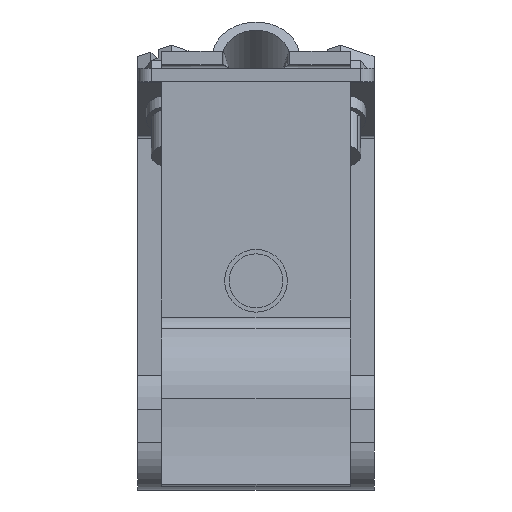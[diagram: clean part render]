
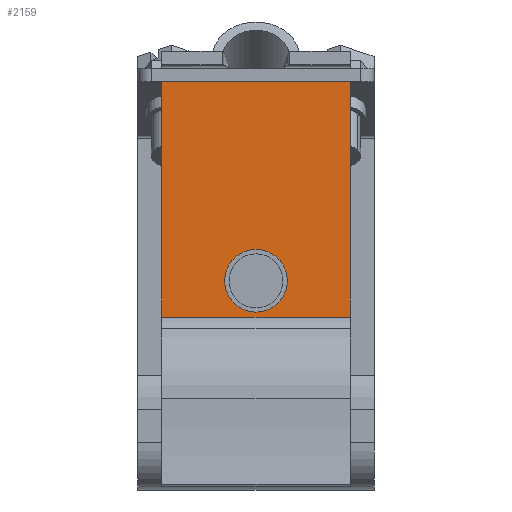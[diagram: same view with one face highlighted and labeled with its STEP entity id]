
A CAD part, left-side view. The second image highlights one B-rep face of the part: STEP entity #2159.
In plain terms, the highlighted planar face has unit normal (-1, 0, 0).
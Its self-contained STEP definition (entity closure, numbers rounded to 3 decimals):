
#243 = VECTOR ( 'NONE', #4792, 1000. ) ;
#263 = EDGE_CURVE ( 'NONE', #2525, #5648, #3606, .T. ) ;
#276 = VECTOR ( 'NONE', #5471, 1000. ) ;
#391 = DIRECTION ( 'NONE',  ( 0., 1., 0. ) ) ;
#519 = AXIS2_PLACEMENT_3D ( 'NONE', #1479, #1562, #7210 ) ;
#615 = ORIENTED_EDGE ( 'NONE', *, *, #4917, .T. ) ;
#919 = LINE ( 'NONE', #4151, #243 ) ;
#1096 = VERTEX_POINT ( 'NONE', #7479 ) ;
#1097 = ORIENTED_EDGE ( 'NONE', *, *, #3073, .F. ) ;
#1099 = DIRECTION ( 'NONE',  ( 0., 0., -1. ) ) ;
#1139 = CARTESIAN_POINT ( 'NONE',  ( 4.402, 17.5, -31.492 ) ) ;
#1181 = DIRECTION ( 'NONE',  ( 0., -1., 0. ) ) ;
#1457 = EDGE_CURVE ( 'NONE', #6306, #1096, #2902, .T. ) ;
#1479 = CARTESIAN_POINT ( 'NONE',  ( 4.402, 11.3, -70.912 ) ) ;
#1562 = DIRECTION ( 'NONE',  ( 1., 0., 0. ) ) ;
#1608 = LINE ( 'NONE', #6737, #276 ) ;
#1814 = EDGE_CURVE ( 'NONE', #1096, #6306, #7696, .T. ) ;
#1944 = CIRCLE ( 'NONE', #3418, 5. ) ;
#1969 = CARTESIAN_POINT ( 'NONE',  ( 4.402, 17.5, 3.008 ) ) ;
#2008 = DIRECTION ( 'NONE',  ( 0., -1., 0. ) ) ;
#2159 = ADVANCED_FACE ( 'NONE', ( #4738, #5879 ), #7872, .F. ) ;
#2256 = DIRECTION ( 'NONE',  ( 0., 0., -1. ) ) ;
#2430 = DIRECTION ( 'NONE',  ( -1., 0., 0. ) ) ;
#2525 = VERTEX_POINT ( 'NONE', #4602 ) ;
#2649 = ORIENTED_EDGE ( 'NONE', *, *, #8159, .T. ) ;
#2725 = CARTESIAN_POINT ( 'NONE',  ( 4.402, 31.5, -36.868 ) ) ;
#2896 = LINE ( 'NONE', #5410, #6986 ) ;
#2902 = CIRCLE ( 'NONE', #3171, 4.65 ) ;
#2921 = CARTESIAN_POINT ( 'NONE',  ( 4.402, 31.5, 0.008 ) ) ;
#2997 = VERTEX_POINT ( 'NONE', #5937 ) ;
#3025 = CARTESIAN_POINT ( 'NONE',  ( 4.402, 31.5, -1.049 ) ) ;
#3073 = EDGE_CURVE ( 'NONE', #2997, #4221, #2896, .T. ) ;
#3171 = AXIS2_PLACEMENT_3D ( 'NONE', #3744, #5095, #7543 ) ;
#3258 = VERTEX_POINT ( 'NONE', #2725 ) ;
#3418 = AXIS2_PLACEMENT_3D ( 'NONE', #1969, #6511, #2008 ) ;
#3606 = LINE ( 'NONE', #4290, #4325 ) ;
#3744 = CARTESIAN_POINT ( 'NONE',  ( 4.402, 17.5, -31.492 ) ) ;
#4151 = CARTESIAN_POINT ( 'NONE',  ( 4.402, 20.5, 0.008 ) ) ;
#4221 = VERTEX_POINT ( 'NONE', #5189 ) ;
#4234 = EDGE_CURVE ( 'NONE', #3258, #4221, #1608, .T. ) ;
#4288 = LINE ( 'NONE', #3025, #8205 ) ;
#4290 = CARTESIAN_POINT ( 'NONE',  ( 4.402, 20.5, 0.008 ) ) ;
#4325 = VECTOR ( 'NONE', #391, 1000. ) ;
#4602 = CARTESIAN_POINT ( 'NONE',  ( 4.402, 21.5, 0.008 ) ) ;
#4626 = EDGE_LOOP ( 'NONE', ( #615, #5032, #1097, #2649, #5153, #5898 ) ) ;
#4737 = EDGE_LOOP ( 'NONE', ( #8098, #7287 ) ) ;
#4738 = FACE_OUTER_BOUND ( 'NONE', #4626, .T. ) ;
#4792 = DIRECTION ( 'NONE',  ( 0., 1., 0. ) ) ;
#4917 = EDGE_CURVE ( 'NONE', #5648, #3258, #4288, .T. ) ;
#5032 = ORIENTED_EDGE ( 'NONE', *, *, #4234, .T. ) ;
#5095 = DIRECTION ( 'NONE',  ( -1., 0., 0. ) ) ;
#5153 = ORIENTED_EDGE ( 'NONE', *, *, #7256, .F. ) ;
#5186 = AXIS2_PLACEMENT_3D ( 'NONE', #1139, #2430, #1181 ) ;
#5189 = CARTESIAN_POINT ( 'NONE',  ( 4.402, 3.5, -36.868 ) ) ;
#5410 = CARTESIAN_POINT ( 'NONE',  ( 4.402, 3.5, 0. ) ) ;
#5471 = DIRECTION ( 'NONE',  ( 0., -1., 0. ) ) ;
#5648 = VERTEX_POINT ( 'NONE', #2921 ) ;
#5879 = FACE_BOUND ( 'NONE', #4737, .T. ) ;
#5898 = ORIENTED_EDGE ( 'NONE', *, *, #263, .T. ) ;
#5937 = CARTESIAN_POINT ( 'NONE',  ( 4.402, 3.5, 0.008 ) ) ;
#6187 = CARTESIAN_POINT ( 'NONE',  ( 4.402, 13.5, 0.008 ) ) ;
#6306 = VERTEX_POINT ( 'NONE', #7273 ) ;
#6511 = DIRECTION ( 'NONE',  ( -1., 0., 0. ) ) ;
#6737 = CARTESIAN_POINT ( 'NONE',  ( 4.402, 31.5, -36.868 ) ) ;
#6881 = VERTEX_POINT ( 'NONE', #6187 ) ;
#6986 = VECTOR ( 'NONE', #2256, 1000. ) ;
#7210 = DIRECTION ( 'NONE',  ( 0., 1., 0. ) ) ;
#7256 = EDGE_CURVE ( 'NONE', #2525, #6881, #1944, .T. ) ;
#7273 = CARTESIAN_POINT ( 'NONE',  ( 4.402, 12.85, -31.492 ) ) ;
#7287 = ORIENTED_EDGE ( 'NONE', *, *, #1457, .F. ) ;
#7479 = CARTESIAN_POINT ( 'NONE',  ( 4.402, 22.15, -31.492 ) ) ;
#7543 = DIRECTION ( 'NONE',  ( 0., -1., 0. ) ) ;
#7696 = CIRCLE ( 'NONE', #5186, 4.65 ) ;
#7872 = PLANE ( 'NONE',  #519 ) ;
#8098 = ORIENTED_EDGE ( 'NONE', *, *, #1814, .F. ) ;
#8159 = EDGE_CURVE ( 'NONE', #2997, #6881, #919, .T. ) ;
#8205 = VECTOR ( 'NONE', #1099, 1000. ) ;
